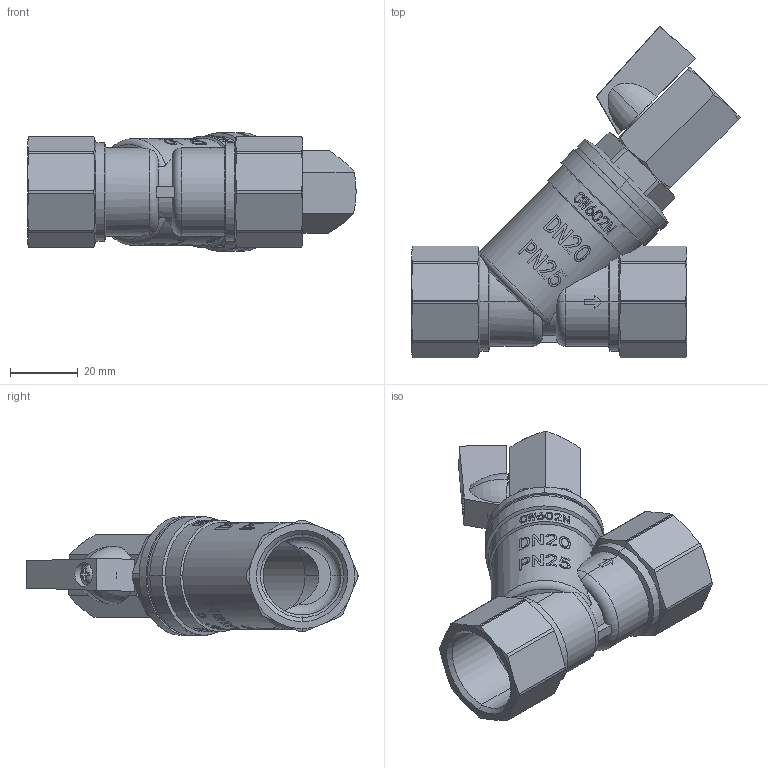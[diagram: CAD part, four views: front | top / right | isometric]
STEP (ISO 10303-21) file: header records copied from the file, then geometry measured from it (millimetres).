
FILE_DESCRIPTION (( 'STEP AP214' ), '1' );
FILE_NAME ('徹薦概湍齬阨0.75.STEP', '2023-03-07T07:04:36', ( '' ), ( '' ), 'SwSTEP 2.0', 'SolidWorks 2016', '' );
FILE_SCHEMA (( 'AUTOMOTIVE_DESIGN' ));
Length unit declared in the file: millimetre
Products named in the file (15): 蚾饜极2; 坋趼埴芛蹟隊308090001; 等晚評倛忒梟3020413200008; O遠; 等羞囀蹟恇概裝3030203100007; 坶踡簽3060503100005; 躇猾釱3040320000018; 3010101640007实心球17x10x3; 躇猾釱3040320000003; 极; 黑簽; 菜え; w厙; 0.75徹薦概极; 徹薦概湍齬阨0.75
Assembly tree (15 placements, depth 3):
  徹薦概湍齬阨0.75
    0.75徹薦概极
    w厙
    菜え
    黑簽
    蚾饜极2
      极
      躇猾釱3040320000003
      3010101640007实心球17x10x3
      躇猾釱3040320000018
      坶踡簽3060503100005
      等羞囀蹟恇概裝3030203100007
      O遠  x2
      等晚評倛忒梟3020413200008
      坋趼埴芛蹟隊308090001
Bounding box: 96.77 x 97.89 x 35.01 mm (x, y, z)
Volume: 46146.1 mm3; surface area: 41673.3 mm2
Topology: 14 solids, 14 shells, 988 faces, 2523 edges, 1636 vertices
Faces by surface type: plane 382, bspline 236, cylinder 205, cone 120, torus 43, sphere 2
Entity records: 64720 total; most frequent: CARTESIAN_POINT 42010, ORIENTED_EDGE 5014, DIRECTION 3822, EDGE_CURVE 2507, VERTEX_POINT 1628, AXIS2_PLACEMENT_3D 1546, EDGE_LOOP 1089, FACE_OUTER_BOUND 984
